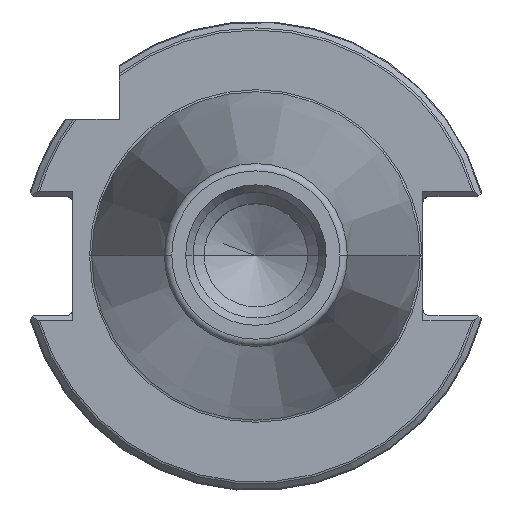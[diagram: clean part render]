
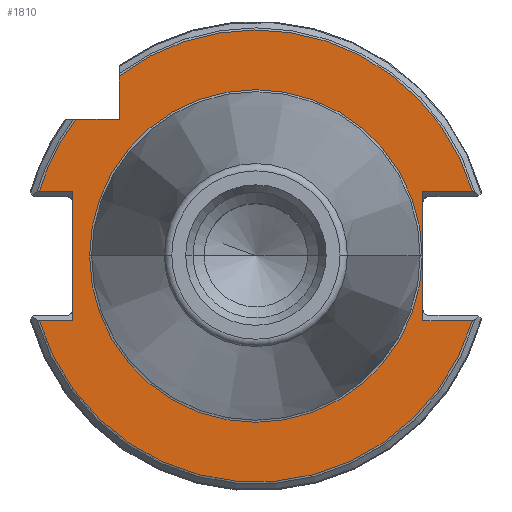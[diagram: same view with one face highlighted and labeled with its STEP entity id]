
A CAD part, top view. The second image highlights one B-rep face of the part: STEP entity #1810.
In plain terms, the highlighted planar face has unit normal (0, 0, 1).
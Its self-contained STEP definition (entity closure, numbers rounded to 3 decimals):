
#24 = ORIENTED_EDGE ( 'NONE', *, *, #3388, .T. ) ;
#102 = DIRECTION ( 'NONE',  ( 0., 0., 1. ) ) ;
#132 = DIRECTION ( 'NONE',  ( 1., 0., 0. ) ) ;
#160 = CARTESIAN_POINT ( 'NONE',  ( 22.5, 0., -3.2 ) ) ;
#197 = AXIS2_PLACEMENT_3D ( 'NONE', #1244, #3082, #1511 ) ;
#204 = VECTOR ( 'NONE', #2885, 1000. ) ;
#252 = CARTESIAN_POINT ( 'NONE',  ( 29.306, 8.75, -3.2 ) ) ;
#265 = ORIENTED_EDGE ( 'NONE', *, *, #2762, .T. ) ;
#272 = ORIENTED_EDGE ( 'NONE', *, *, #863, .F. ) ;
#375 = CARTESIAN_POINT ( 'NONE',  ( 0., 0., -3.2 ) ) ;
#453 = VECTOR ( 'NONE', #788, 1000. ) ;
#458 = LINE ( 'NONE', #3169, #1965 ) ;
#489 = EDGE_CURVE ( 'NONE', #3229, #2261, #458, .T. ) ;
#500 = FACE_OUTER_BOUND ( 'NONE', #3232, .T. ) ;
#514 = CARTESIAN_POINT ( 'NONE',  ( -24.8, -8.05, -3.2 ) ) ;
#537 = CARTESIAN_POINT ( 'NONE',  ( -24.8, 8.75, -3.2 ) ) ;
#558 = VERTEX_POINT ( 'NONE', #1097 ) ;
#587 = VECTOR ( 'NONE', #3285, 1000. ) ;
#594 = EDGE_CURVE ( 'NONE', #2215, #558, #2246, .T. ) ;
#610 = VERTEX_POINT ( 'NONE', #1652 ) ;
#627 = LINE ( 'NONE', #1327, #2034 ) ;
#654 = DIRECTION ( 'NONE',  ( 1., 0., 0. ) ) ;
#699 = ORIENTED_EDGE ( 'NONE', *, *, #1868, .F. ) ;
#717 = VECTOR ( 'NONE', #1415, 1000. ) ;
#751 = EDGE_CURVE ( 'NONE', #2331, #2340, #3221, .T. ) ;
#788 = DIRECTION ( 'NONE',  ( 0., 1., 0. ) ) ;
#808 = DIRECTION ( 'NONE',  ( 1., 0., 0. ) ) ;
#863 = EDGE_CURVE ( 'NONE', #3273, #3155, #1586, .T. ) ;
#886 = CARTESIAN_POINT ( 'NONE',  ( -18.5, 24.355, -3.2 ) ) ;
#911 = LINE ( 'NONE', #1307, #204 ) ;
#1000 = VECTOR ( 'NONE', #2396, 1000. ) ;
#1009 = CARTESIAN_POINT ( 'NONE',  ( -22.5, 0., -3.2 ) ) ;
#1052 = ORIENTED_EDGE ( 'NONE', *, *, #594, .T. ) ;
#1070 = CARTESIAN_POINT ( 'NONE',  ( 0., 8.75, -3.2 ) ) ;
#1097 = CARTESIAN_POINT ( 'NONE',  ( -29.306, 8.75, -3.2 ) ) ;
#1121 = DIRECTION ( 'NONE',  ( 0., 0., 1. ) ) ;
#1149 = CARTESIAN_POINT ( 'NONE',  ( -24.355, 18.5, -3.2 ) ) ;
#1166 = CARTESIAN_POINT ( 'NONE',  ( -29.306, -8.75, -3.2 ) ) ;
#1205 = CARTESIAN_POINT ( 'NONE',  ( 22.6, -8.75, -3.2 ) ) ;
#1244 = CARTESIAN_POINT ( 'NONE',  ( 0., 0., -3.2 ) ) ;
#1251 = LINE ( 'NONE', #514, #453 ) ;
#1282 = EDGE_CURVE ( 'NONE', #2261, #610, #2707, .T. ) ;
#1293 = FACE_BOUND ( 'NONE', #1632, .T. ) ;
#1307 = CARTESIAN_POINT ( 'NONE',  ( 0., 18.5, -3.2 ) ) ;
#1327 = CARTESIAN_POINT ( 'NONE',  ( -18.5, 0., -3.2 ) ) ;
#1353 = ORIENTED_EDGE ( 'NONE', *, *, #2118, .F. ) ;
#1415 = DIRECTION ( 'NONE',  ( -1., 0., 0. ) ) ;
#1426 = LINE ( 'NONE', #2982, #717 ) ;
#1455 = CARTESIAN_POINT ( 'NONE',  ( 22.6, -8.05, -3.2 ) ) ;
#1469 = CARTESIAN_POINT ( 'NONE',  ( 22.6, 8.75, -3.2 ) ) ;
#1511 = DIRECTION ( 'NONE',  ( 1., 0., 0. ) ) ;
#1550 = AXIS2_PLACEMENT_3D ( 'NONE', #1561, #3384, #1830 ) ;
#1561 = CARTESIAN_POINT ( 'NONE',  ( 0., 0., -3.2 ) ) ;
#1586 = CIRCLE ( 'NONE', #197, 22.5 ) ;
#1600 = VERTEX_POINT ( 'NONE', #537 ) ;
#1604 = DIRECTION ( 'NONE',  ( 0., -1., 0. ) ) ;
#1606 = DIRECTION ( 'NONE',  ( -1., 0., 0. ) ) ;
#1608 = CARTESIAN_POINT ( 'NONE',  ( -24.8, 8.75, -3.2 ) ) ;
#1628 = EDGE_CURVE ( 'NONE', #558, #1600, #2411, .T. ) ;
#1632 = EDGE_LOOP ( 'NONE', ( #699, #272 ) ) ;
#1652 = CARTESIAN_POINT ( 'NONE',  ( 29.306, -8.75, -3.2 ) ) ;
#1724 = DIRECTION ( 'NONE',  ( 0., 0., 1. ) ) ;
#1727 = ORIENTED_EDGE ( 'NONE', *, *, #1282, .T. ) ;
#1746 = VECTOR ( 'NONE', #808, 1000. ) ;
#1810 = ADVANCED_FACE ( 'NONE', ( #500, #1293 ), #3249, .T. ) ;
#1830 = DIRECTION ( 'NONE',  ( 1., 0., 0. ) ) ;
#1868 = EDGE_CURVE ( 'NONE', #3155, #3273, #2530, .T. ) ;
#1869 = CARTESIAN_POINT ( 'NONE',  ( -18.5, 18.5, -3.2 ) ) ;
#1915 = AXIS2_PLACEMENT_3D ( 'NONE', #375, #2234, #654 ) ;
#1957 = DIRECTION ( 'NONE',  ( 1., 0., 0. ) ) ;
#1965 = VECTOR ( 'NONE', #1606, 1000. ) ;
#2034 = VECTOR ( 'NONE', #1604, 1000. ) ;
#2054 = ORIENTED_EDGE ( 'NONE', *, *, #489, .T. ) ;
#2118 = EDGE_CURVE ( 'NONE', #3229, #1600, #1251, .T. ) ;
#2215 = VERTEX_POINT ( 'NONE', #1149 ) ;
#2226 = VERTEX_POINT ( 'NONE', #886 ) ;
#2234 = DIRECTION ( 'NONE',  ( 0., 0., 1. ) ) ;
#2246 = CIRCLE ( 'NONE', #3159, 30.584 ) ;
#2247 = ORIENTED_EDGE ( 'NONE', *, *, #751, .T. ) ;
#2261 = VERTEX_POINT ( 'NONE', #1166 ) ;
#2275 = AXIS2_PLACEMENT_3D ( 'NONE', #2477, #102, #1957 ) ;
#2331 = VERTEX_POINT ( 'NONE', #1205 ) ;
#2340 = VERTEX_POINT ( 'NONE', #1469 ) ;
#2342 = ORIENTED_EDGE ( 'NONE', *, *, #2976, .T. ) ;
#2396 = DIRECTION ( 'NONE',  ( 1., 0., 0. ) ) ;
#2411 = LINE ( 'NONE', #1608, #1000 ) ;
#2477 = CARTESIAN_POINT ( 'NONE',  ( 0., 0., -3.2 ) ) ;
#2530 = CIRCLE ( 'NONE', #2632, 22.5 ) ;
#2532 = EDGE_CURVE ( 'NONE', #3355, #2226, #2893, .T. ) ;
#2627 = ORIENTED_EDGE ( 'NONE', *, *, #2532, .T. ) ;
#2632 = AXIS2_PLACEMENT_3D ( 'NONE', #3287, #1724, #132 ) ;
#2633 = EDGE_CURVE ( 'NONE', #2226, #2842, #627, .T. ) ;
#2703 = CARTESIAN_POINT ( 'NONE',  ( 0., 0., -3.2 ) ) ;
#2707 = CIRCLE ( 'NONE', #1915, 30.584 ) ;
#2759 = ORIENTED_EDGE ( 'NONE', *, *, #1628, .T. ) ;
#2762 = EDGE_CURVE ( 'NONE', #2842, #2215, #911, .T. ) ;
#2842 = VERTEX_POINT ( 'NONE', #1869 ) ;
#2885 = DIRECTION ( 'NONE',  ( -1., 0., 0. ) ) ;
#2893 = CIRCLE ( 'NONE', #1550, 30.584 ) ;
#2967 = DIRECTION ( 'NONE',  ( 1., 0., 0. ) ) ;
#2976 = EDGE_CURVE ( 'NONE', #610, #2331, #1426, .T. ) ;
#2982 = CARTESIAN_POINT ( 'NONE',  ( 0., -8.75, -3.2 ) ) ;
#3081 = CARTESIAN_POINT ( 'NONE',  ( -24.8, -8.75, -3.2 ) ) ;
#3082 = DIRECTION ( 'NONE',  ( 0., 0., 1. ) ) ;
#3155 = VERTEX_POINT ( 'NONE', #160 ) ;
#3159 = AXIS2_PLACEMENT_3D ( 'NONE', #2703, #1121, #2967 ) ;
#3169 = CARTESIAN_POINT ( 'NONE',  ( -29.506, -8.75, -3.2 ) ) ;
#3219 = LINE ( 'NONE', #1070, #1746 ) ;
#3221 = LINE ( 'NONE', #1455, #587 ) ;
#3229 = VERTEX_POINT ( 'NONE', #3081 ) ;
#3232 = EDGE_LOOP ( 'NONE', ( #265, #1052, #2759, #1353, #2054, #1727, #2342, #2247, #24, #2627, #3307 ) ) ;
#3249 = PLANE ( 'NONE',  #2275 ) ;
#3273 = VERTEX_POINT ( 'NONE', #1009 ) ;
#3285 = DIRECTION ( 'NONE',  ( 0., 1., 0. ) ) ;
#3287 = CARTESIAN_POINT ( 'NONE',  ( 0., 0., -3.2 ) ) ;
#3307 = ORIENTED_EDGE ( 'NONE', *, *, #2633, .T. ) ;
#3355 = VERTEX_POINT ( 'NONE', #252 ) ;
#3384 = DIRECTION ( 'NONE',  ( 0., 0., 1. ) ) ;
#3388 = EDGE_CURVE ( 'NONE', #2340, #3355, #3219, .T. ) ;
